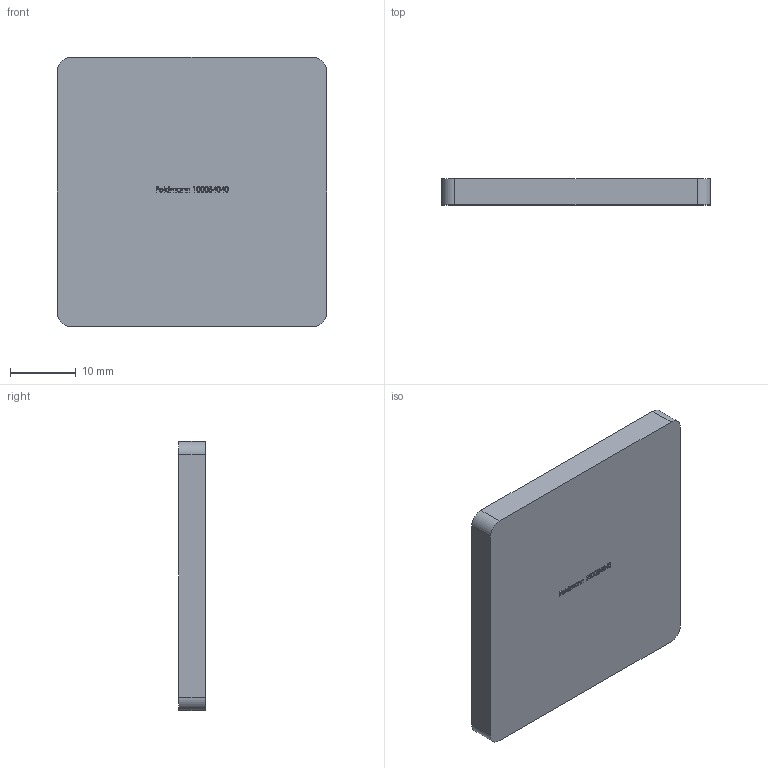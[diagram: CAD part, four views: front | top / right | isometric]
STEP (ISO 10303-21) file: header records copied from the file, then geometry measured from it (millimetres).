
FILE_DESCRIPTION (( 'STEP AP203' ), '1' );
FILE_NAME ('100054040.step', '2019-07-04T07:49:04', ( '' ), ( '' ), 'SwSTEP 2.0', 'SolidWorks 2015', '' );
FILE_SCHEMA (( 'CONFIG_CONTROL_DESIGN' ));
Length unit declared in the file: millimetre
Products named in the file (1): 100054040
Bounding box: 41 x 4 x 41 mm (x, y, z)
Volume: 6710 mm3; surface area: 4003.4 mm2
Topology: 1 solids, 1 shells, 230 faces, 603 edges, 402 vertices
Faces by surface type: plane 125, bspline 101, cylinder 4
Entity records: 13406 total; most frequent: CARTESIAN_POINT 8337, ORIENTED_EDGE 1206, DIRECTION 669, EDGE_CURVE 603, VERTEX_POINT 402, LINE 393, VECTOR 393, EDGE_LOOP 257
